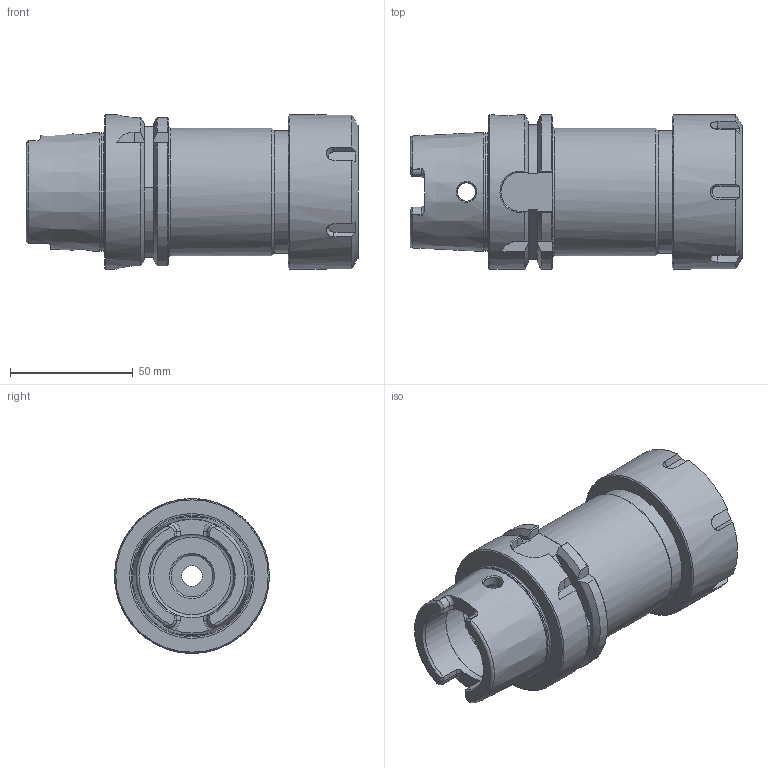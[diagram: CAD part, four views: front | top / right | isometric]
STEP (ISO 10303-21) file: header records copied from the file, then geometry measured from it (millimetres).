
FILE_DESCRIPTION((''),'2;1');
FILE_NAME('H63-40ERP406.stp','2014-08-26T13:25:27',('kaykin'),(''),'Autodesk Inventor 2012','Autodesk Inventor 2012','');
FILE_SCHEMA(('AUTOMOTIVE_DESIGN { 1 0 10303 214 1 1 1 1 }'));
Length unit declared in the file: inch
Products named in the file (3): H63-40ERP406; H63-40ER4-1; 40ERPN
Assembly tree (2 placements, depth 2):
  H63-40ERP406
    H63-40ER4-1
    40ERPN
Bounding box: 135.12 x 63 x 63 mm (x, y, z)
Volume: 198622.3 mm3; surface area: 50727.8 mm2
Topology: 2 solids, 2 shells, 190 faces, 488 edges, 306 vertices
Faces by surface type: plane 79, cylinder 42, cone 40, torus 18, bspline 11
Full cylindrical faces by diameter (mm): 7.5 x2, 8.4 x1, 10 x1, 16.916 x1, 19.016 x1, 30.988 x1, 33.477 x1, 34 x2, 38.1 x1, 40 x1, 41.148 x1, 48.041 x1, 48.666 x1, 50 x1, 50.292 x1, 52 x1, 62.738 x1, 63 x1
Entity records: 6439 total; most frequent: CARTESIAN_POINT 2082, ORIENTED_EDGE 846, DIRECTION 802, EDGE_CURVE 423, AXIS2_PLACEMENT_3D 323, VERTEX_POINT 293, EDGE_LOOP 254, FACE_OUTER_BOUND 190
